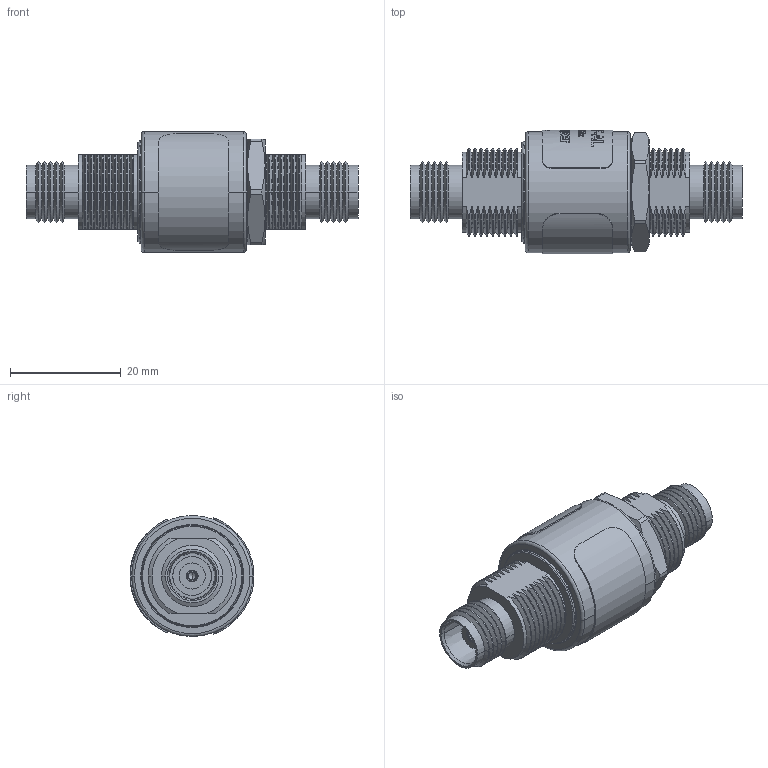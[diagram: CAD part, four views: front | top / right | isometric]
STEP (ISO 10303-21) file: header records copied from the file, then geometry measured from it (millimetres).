
FILE_DESCRIPTION (( 'STEP AP214' ), '1' );
FILE_NAME ('GT-TFF-AL.STEP', '2019-07-30T19:16:19', ( '' ), ( '' ), 'SwSTEP 2.0', 'SolidWorks 2019', '' );
FILE_SCHEMA (( 'AUTOMOTIVE_DESIGN' ));
Length unit declared in the file: inch
Products named in the file (11): 2003-1052_Curved 3; 2811-0027; 5800-0225; 2811-0026; 7040-0107; 1502-0011; 7040-0062; 4035-0062; 7020-3572; GT-TFF-AL; 5800-0226
Assembly tree (10 placements, depth 2):
  GT-TFF-AL
    5800-0225
    5800-0226
    7040-0062
    4035-0062
    7020-3572
    7040-0107
    1502-0011
    2811-0026
    2811-0027
    2003-1052_Curved 3
Bounding box: 59.91 x 22.34 x 21.84 mm (x, y, z)
Volume: 10358 mm3; surface area: 12759 mm2
Topology: 10 solids, 10 shells, 1469 faces, 3993 edges, 2598 vertices
Faces by surface type: bspline 462, plane 396, cylinder 389, cone 200, torus 22
Entity records: 66039 total; most frequent: CARTESIAN_POINT 23394, ORIENTED_EDGE 7978, DIRECTION 5289, EDGE_CURVE 3989, VERTEX_POINT 2598, AXIS2_PLACEMENT_3D 2088, B_SPLINE_CURVE_WITH_KNOTS 1808, EDGE_LOOP 1543
